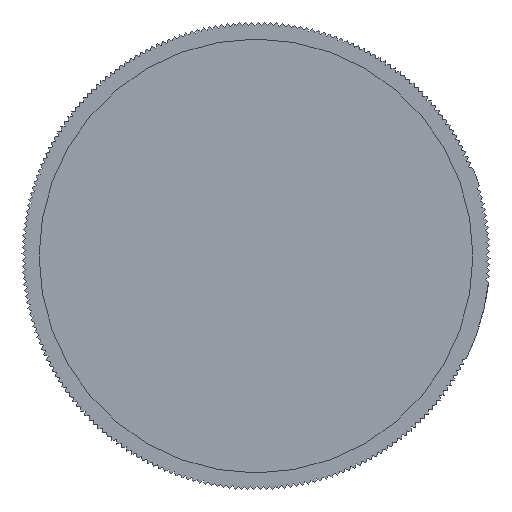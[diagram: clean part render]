
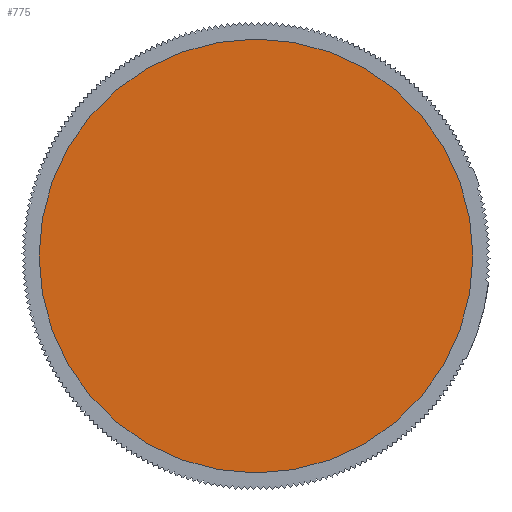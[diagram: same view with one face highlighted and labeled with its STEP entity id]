
A CAD part, front view. The second image highlights one B-rep face of the part: STEP entity #775.
In plain terms, the highlighted planar face has unit normal (0, -1, 0).
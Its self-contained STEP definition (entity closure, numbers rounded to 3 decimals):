
#775=ADVANCED_FACE('NONE',(#2224),#2225,.T.);
#2224=FACE_OUTER_BOUND('',#4333,.T.);
#2225=PLANE('',#4334);
#4333=EDGE_LOOP('',(#9492,#9493));
#4334=AXIS2_PLACEMENT_3D('',#9494,#9495,#9496);
#9492=ORIENTED_EDGE('',*,*,#15863,.T.);
#9493=ORIENTED_EDGE('',*,*,#14730,.T.);
#9494=CARTESIAN_POINT('',(25.999,12.0,2.949));
#9495=DIRECTION('',(0.0,-1.0,0.0));
#9496=DIRECTION('',(0.0,0.0,-1.0));
#14730=EDGE_CURVE('NONE',#17420,#17421,#17422,.T.);
#15863=EDGE_CURVE('NONE',#17421,#17420,#19646,.T.);
#17420=VERTEX_POINT('NONE',#21420);
#17421=VERTEX_POINT('NONE',#21421);
#17422=CIRCLE('',#21422,24.1);
#19646=CIRCLE('',#25385,24.1);
#21420=CARTESIAN_POINT('',(50.099,12.0,25.999));
#21421=CARTESIAN_POINT('',(1.899,12.0,25.999));
#21422=AXIS2_PLACEMENT_3D('',#28998,#28999,#29000);
#25385=AXIS2_PLACEMENT_3D('',#30075,#30076,#30077);
#28998=CARTESIAN_POINT('',(25.999,12.0,25.999));
#28999=DIRECTION('',(0.0,-1.0,0.0));
#29000=DIRECTION('',(-1.0,0.0,0.0));
#30075=CARTESIAN_POINT('',(25.999,12.0,25.999));
#30076=DIRECTION('',(0.0,-1.0,0.0));
#30077=DIRECTION('',(-1.0,0.0,0.0));
